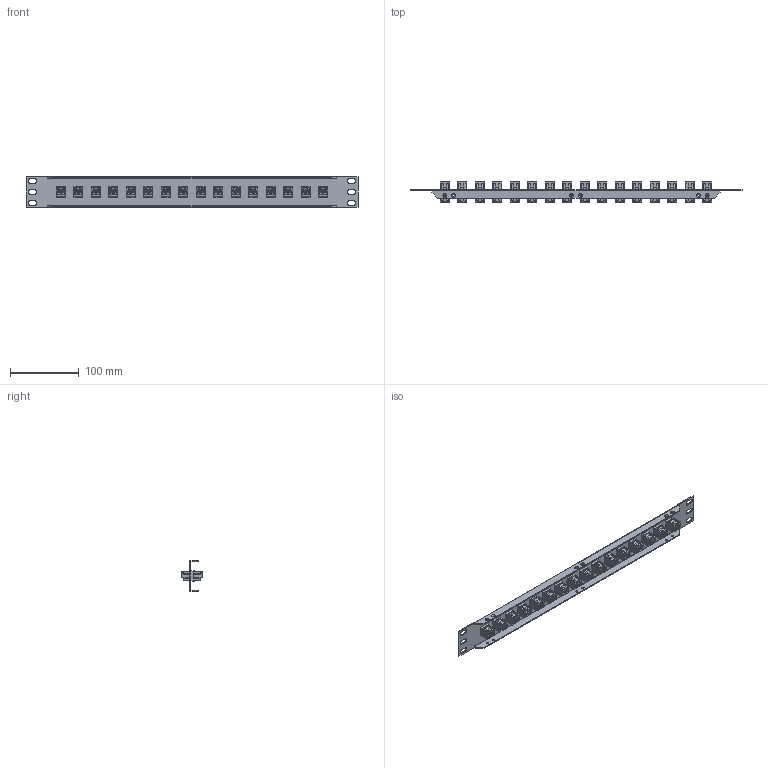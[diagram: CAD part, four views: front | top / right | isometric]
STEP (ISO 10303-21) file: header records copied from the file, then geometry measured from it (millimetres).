
FILE_DESCRIPTION (( 'STEP AP203' ), '1' );
FILE_NAME ('PR175DLC16B.STEP', '2015-04-08T17:42:02', ( 'x' ), ( '' ), 'SwSTEP 2.0', 'SolidWorks 2014', '' );
FILE_SCHEMA (( 'CONFIG_CONTROL_DESIGN' ));
Length unit declared in the file: inch
Products named in the file (4): FOA-550A; PR175DLC16B; PR175DLC16B-MA1
Assembly tree (18 placements, depth 3):
  PR175DLC16B
    PR175DLC16B-MA1
    FOA-550A  x16
      FOA-550A
Bounding box: 482.6 x 29.21 x 43.94 mm (x, y, z)
Volume: 78139 mm3; surface area: 119018.7 mm2
Topology: 17 solids, 17 shells, 5045 faces, 14344 edges, 9472 vertices
Faces by surface type: plane 4149, bspline 440, cylinder 304, cone 152
Entity records: 34264 total; most frequent: CARTESIAN_POINT 12629, ORIENTED_EDGE 4688, DIRECTION 3538, EDGE_CURVE 2344, LINE 1864, VECTOR 1864, VERTEX_POINT 1552, EDGE_LOOP 974
